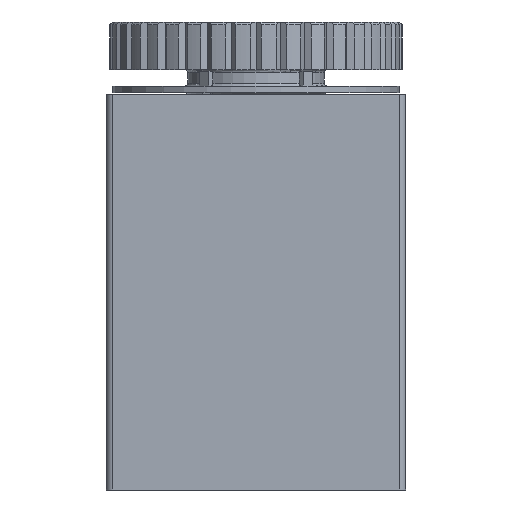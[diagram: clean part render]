
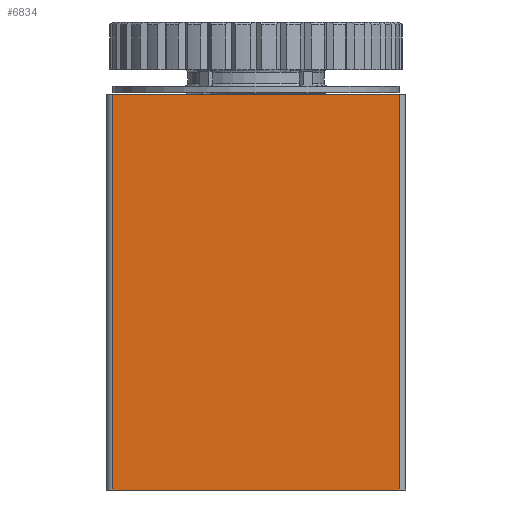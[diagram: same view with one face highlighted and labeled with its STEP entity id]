
A CAD part, front view. The second image highlights one B-rep face of the part: STEP entity #6834.
In plain terms, the highlighted planar face has unit normal (0, -1, 0).
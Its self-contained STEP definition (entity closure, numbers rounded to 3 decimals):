
#694=ORIENTED_EDGE('',*,*,#2348,.F.);
#695=ORIENTED_EDGE('',*,*,#2347,.F.);
#696=ORIENTED_EDGE('',*,*,#2349,.T.);
#697=ORIENTED_EDGE('',*,*,#2350,.T.);
#2347=EDGE_CURVE('',#3164,#3163,#3751,.T.);
#2348=EDGE_CURVE('',#3163,#3165,#3752,.T.);
#2349=EDGE_CURVE('',#3164,#3166,#3753,.T.);
#2350=EDGE_CURVE('',#3166,#3165,#3754,.T.);
#3163=VERTEX_POINT('',#9733);
#3164=VERTEX_POINT('',#9735);
#3165=VERTEX_POINT('',#9739);
#3166=VERTEX_POINT('',#9741);
#3751=LINE('',#9736,#4242);
#3752=LINE('',#9738,#4243);
#3753=LINE('',#9740,#4244);
#3754=LINE('',#9742,#4245);
#4242=VECTOR('',#7956,1000.);
#4243=VECTOR('',#7959,1000.);
#4244=VECTOR('',#7960,1000.);
#4245=VECTOR('',#7961,1000.);
#4676=EDGE_LOOP('',(#694,#695,#696,#697));
#5119=FACE_BOUND('',#4676,.T.);
#5552=PLANE('',#7213);
#6834=ADVANCED_FACE('',(#5119),#5552,.T.);
#7213=AXIS2_PLACEMENT_3D('',#9737,#7957,#7958);
#7956=DIRECTION('',(0.,0.,1.));
#7957=DIRECTION('',(0.,-1.,0.));
#7958=DIRECTION('',(0.,0.,-1.));
#7959=DIRECTION('',(1.,0.,0.));
#7960=DIRECTION('',(1.,0.,0.));
#7961=DIRECTION('',(0.,0.,1.));
#9733=CARTESIAN_POINT('',(-10.5,-29.5,0.));
#9735=CARTESIAN_POINT('',(-10.5,-29.5,-29.));
#9736=CARTESIAN_POINT('',(-10.5,-29.5,-29.));
#9737=CARTESIAN_POINT('',(-10.5,-29.5,-29.));
#9738=CARTESIAN_POINT('',(-10.5,-29.5,0.));
#9739=CARTESIAN_POINT('',(10.5,-29.5,0.));
#9740=CARTESIAN_POINT('',(-10.5,-29.5,-29.));
#9741=CARTESIAN_POINT('',(10.5,-29.5,-29.));
#9742=CARTESIAN_POINT('',(10.5,-29.5,-29.));
